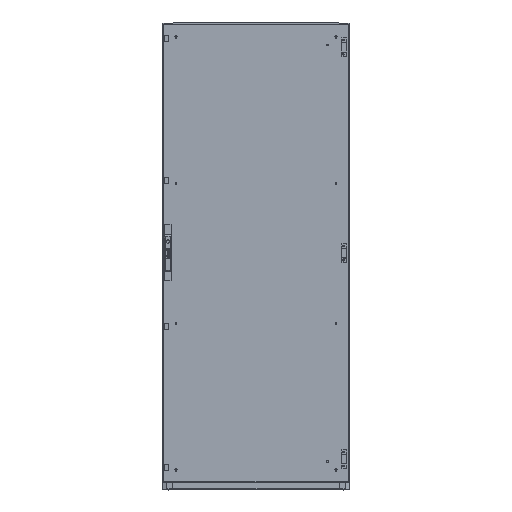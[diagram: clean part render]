
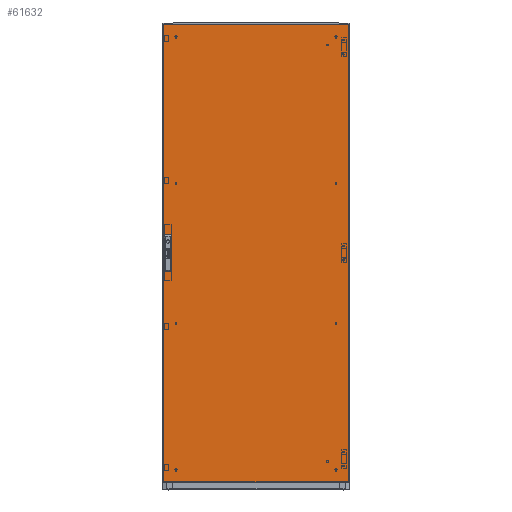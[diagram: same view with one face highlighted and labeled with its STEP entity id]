
A CAD part, top view. The second image highlights one B-rep face of the part: STEP entity #61632.
In plain terms, the highlighted planar face has unit normal (0, 0, 1).
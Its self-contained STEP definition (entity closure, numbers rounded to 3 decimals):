
#3376 = CARTESIAN_POINT ( 'NONE',  ( -393.4, 78.5, 0. ) ) ;
#4453 = EDGE_CURVE ( 'NONE', #61654, #90817, #91479, .T. ) ;
#5138 = FACE_BOUND ( 'NONE', #84474, .T. ) ;
#5253 = EDGE_LOOP ( 'NONE', ( #105921, #61873, #83571, #73702 ) ) ;
#6920 = DIRECTION ( 'NONE',  ( 0., 0., 1. ) ) ;
#10839 = CARTESIAN_POINT ( 'NONE',  ( 397., 983.5, 0. ) ) ;
#16160 = CARTESIAN_POINT ( 'NONE',  ( -363., 0., 0. ) ) ;
#17218 = VECTOR ( 'NONE', #29622, 1000. ) ;
#18920 = VECTOR ( 'NONE', #25432, 1000. ) ;
#19432 = VECTOR ( 'NONE', #73816, 1000. ) ;
#24691 = CARTESIAN_POINT ( 'NONE',  ( -393.4, -78.5, 0. ) ) ;
#25432 = DIRECTION ( 'NONE',  ( 0., -1., 0. ) ) ;
#25643 = VECTOR ( 'NONE', #99267, 1000. ) ;
#27133 = VERTEX_POINT ( 'NONE', #97733 ) ;
#29622 = DIRECTION ( 'NONE',  ( -1., 0., 0. ) ) ;
#34923 = CARTESIAN_POINT ( 'NONE',  ( -393.4, 78.5, 0. ) ) ;
#38706 = VERTEX_POINT ( 'NONE', #76156 ) ;
#41274 = LINE ( 'NONE', #64409, #19432 ) ;
#41357 = VECTOR ( 'NONE', #41886, 1000. ) ;
#41886 = DIRECTION ( 'NONE',  ( 1., 0., 0. ) ) ;
#47434 = EDGE_CURVE ( 'NONE', #27133, #61654, #49103, .T. ) ;
#48268 = ORIENTED_EDGE ( 'NONE', *, *, #114045, .F. ) ;
#48479 = LINE ( 'NONE', #34923, #119999 ) ;
#49103 = LINE ( 'NONE', #65383, #95699 ) ;
#53341 = CARTESIAN_POINT ( 'NONE',  ( 0., 0., 0. ) ) ;
#53406 = LINE ( 'NONE', #24691, #25643 ) ;
#54744 = FACE_OUTER_BOUND ( 'NONE', #5253, .T. ) ;
#56683 = VERTEX_POINT ( 'NONE', #112523 ) ;
#59661 = CARTESIAN_POINT ( 'NONE',  ( -393.4, -78.5, 0. ) ) ;
#60242 = CARTESIAN_POINT ( 'NONE',  ( -397., -983.5, 0. ) ) ;
#61632 = ADVANCED_FACE ( 'NONE', ( #5138, #54744 ), #99786, .T. ) ;
#61654 = VERTEX_POINT ( 'NONE', #10839 ) ;
#61873 = ORIENTED_EDGE ( 'NONE', *, *, #4453, .T. ) ;
#63049 = CARTESIAN_POINT ( 'NONE',  ( -363., -78.5, 0. ) ) ;
#64409 = CARTESIAN_POINT ( 'NONE',  ( -393.4, 0., 0. ) ) ;
#65383 = CARTESIAN_POINT ( 'NONE',  ( 397., 983.5, 0. ) ) ;
#66146 = LINE ( 'NONE', #60242, #41357 ) ;
#69610 = CARTESIAN_POINT ( 'NONE',  ( -397., 983.5, 0. ) ) ;
#72023 = DIRECTION ( 'NONE',  ( 1., 0., 0. ) ) ;
#73702 = ORIENTED_EDGE ( 'NONE', *, *, #79097, .T. ) ;
#73816 = DIRECTION ( 'NONE',  ( 0., -1., 0. ) ) ;
#74871 = ORIENTED_EDGE ( 'NONE', *, *, #110529, .T. ) ;
#76156 = CARTESIAN_POINT ( 'NONE',  ( -397., -983.5, 0. ) ) ;
#79097 = EDGE_CURVE ( 'NONE', #38706, #27133, #66146, .T. ) ;
#80196 = VERTEX_POINT ( 'NONE', #3376 ) ;
#83571 = ORIENTED_EDGE ( 'NONE', *, *, #106307, .T. ) ;
#84081 = DIRECTION ( 'NONE',  ( 0., 1., 0. ) ) ;
#84474 = EDGE_LOOP ( 'NONE', ( #92460, #74871, #48268, #101094 ) ) ;
#85043 = CARTESIAN_POINT ( 'NONE',  ( -397., 983.5, 0. ) ) ;
#87721 = VECTOR ( 'NONE', #116954, 1000. ) ;
#90817 = VERTEX_POINT ( 'NONE', #85043 ) ;
#91479 = LINE ( 'NONE', #94346, #17218 ) ;
#92460 = ORIENTED_EDGE ( 'NONE', *, *, #94353, .T. ) ;
#93166 = LINE ( 'NONE', #16160, #18920 ) ;
#94346 = CARTESIAN_POINT ( 'NONE',  ( -397., 983.5, 0. ) ) ;
#94353 = EDGE_CURVE ( 'NONE', #80196, #56683, #48479, .T. ) ;
#95699 = VECTOR ( 'NONE', #84081, 1000. ) ;
#97733 = CARTESIAN_POINT ( 'NONE',  ( 397., -983.5, 0. ) ) ;
#99267 = DIRECTION ( 'NONE',  ( 1., 0., 0. ) ) ;
#99786 = PLANE ( 'NONE',  #99962 ) ;
#99962 = AXIS2_PLACEMENT_3D ( 'NONE', #53341, #6920, #72023 ) ;
#100130 = DIRECTION ( 'NONE',  ( 1., 0., 0. ) ) ;
#101094 = ORIENTED_EDGE ( 'NONE', *, *, #109449, .F. ) ;
#104779 = VERTEX_POINT ( 'NONE', #63049 ) ;
#105921 = ORIENTED_EDGE ( 'NONE', *, *, #47434, .T. ) ;
#106307 = EDGE_CURVE ( 'NONE', #90817, #38706, #109715, .T. ) ;
#109449 = EDGE_CURVE ( 'NONE', #80196, #114451, #41274, .T. ) ;
#109715 = LINE ( 'NONE', #69610, #87721 ) ;
#110529 = EDGE_CURVE ( 'NONE', #56683, #104779, #93166, .T. ) ;
#112523 = CARTESIAN_POINT ( 'NONE',  ( -363., 78.5, 0. ) ) ;
#114045 = EDGE_CURVE ( 'NONE', #114451, #104779, #53406, .T. ) ;
#114451 = VERTEX_POINT ( 'NONE', #59661 ) ;
#116954 = DIRECTION ( 'NONE',  ( 0., -1., 0. ) ) ;
#119999 = VECTOR ( 'NONE', #100130, 1000. ) ;
